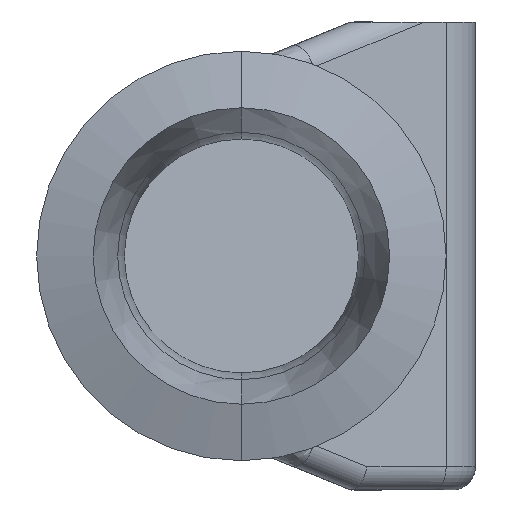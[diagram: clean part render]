
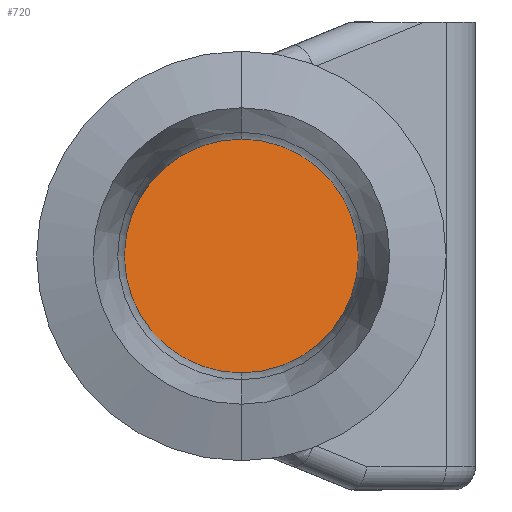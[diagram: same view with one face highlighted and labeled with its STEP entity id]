
A CAD part, left-side view. The second image highlights one B-rep face of the part: STEP entity #720.
In plain terms, the highlighted planar face has unit normal (-0.866, -0.5, 0).
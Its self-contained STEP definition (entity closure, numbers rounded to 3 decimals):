
#29 =( BOUNDED_CURVE ( )  B_SPLINE_CURVE ( 3, ( #181, #1060, #1088, #1197 ),
 .UNSPECIFIED., .F., .T. ) 
 B_SPLINE_CURVE_WITH_KNOTS ( ( 4, 4 ),
 ( 4.712, 7.854 ),
 .UNSPECIFIED. ) 
 CURVE ( )  GEOMETRIC_REPRESENTATION_ITEM ( )  RATIONAL_B_SPLINE_CURVE ( ( 1., 0.333, 0.333, 1. ) ) 
 REPRESENTATION_ITEM ( '' )  );
#50 = CARTESIAN_POINT ( 'NONE',  ( 118.338, 0., -6. ) ) ;
#58 = DIRECTION ( 'NONE',  ( -0.866, -0.5, 0. ) ) ;
#66 = FACE_OUTER_BOUND ( 'NONE', #1195, .T. ) ;
#181 = CARTESIAN_POINT ( 'NONE',  ( 118.338, 0., 6. ) ) ;
#220 = CARTESIAN_POINT ( 'NONE',  ( 118.338, 0., -6. ) ) ;
#435 = DIRECTION ( 'NONE',  ( 0.5, -0.866, 0. ) ) ;
#521 = EDGE_CURVE ( 'NONE', #1502, #1619, #947, .T. ) ;
#611 = ORIENTED_EDGE ( 'NONE', *, *, #686, .T. ) ;
#686 = EDGE_CURVE ( 'NONE', #1619, #1502, #29, .T. ) ;
#720 = ADVANCED_FACE ( 'NONE', ( #66 ), #1446, .T. ) ;
#857 = CARTESIAN_POINT ( 'NONE',  ( 118.338, 0., 6. ) ) ;
#891 = CARTESIAN_POINT ( 'NONE',  ( 125.266, -12., 6. ) ) ;
#947 =( BOUNDED_CURVE ( )  B_SPLINE_CURVE ( 3, ( #220, #1518, #891, #1487 ),
 .UNSPECIFIED., .F., .T. ) 
 B_SPLINE_CURVE_WITH_KNOTS ( ( 4, 4 ),
 ( 1.571, 4.712 ),
 .UNSPECIFIED. ) 
 CURVE ( )  GEOMETRIC_REPRESENTATION_ITEM ( )  RATIONAL_B_SPLINE_CURVE ( ( 1., 0.333, 0.333, 1. ) ) 
 REPRESENTATION_ITEM ( '' )  );
#1019 = ORIENTED_EDGE ( 'NONE', *, *, #521, .T. ) ;
#1060 = CARTESIAN_POINT ( 'NONE',  ( 111.409, 12., 6. ) ) ;
#1088 = CARTESIAN_POINT ( 'NONE',  ( 111.409, 12., -6. ) ) ;
#1190 = CARTESIAN_POINT ( 'NONE',  ( 124.688, -11., -38.222 ) ) ;
#1195 = EDGE_LOOP ( 'NONE', ( #611, #1019 ) ) ;
#1197 = CARTESIAN_POINT ( 'NONE',  ( 118.338, 0., -6. ) ) ;
#1335 = AXIS2_PLACEMENT_3D ( 'NONE', #1190, #58, #435 ) ;
#1446 = PLANE ( 'NONE',  #1335 ) ;
#1487 = CARTESIAN_POINT ( 'NONE',  ( 118.338, 0., 6. ) ) ;
#1502 = VERTEX_POINT ( 'NONE', #50 ) ;
#1518 = CARTESIAN_POINT ( 'NONE',  ( 125.266, -12., -6. ) ) ;
#1619 = VERTEX_POINT ( 'NONE', #857 ) ;
